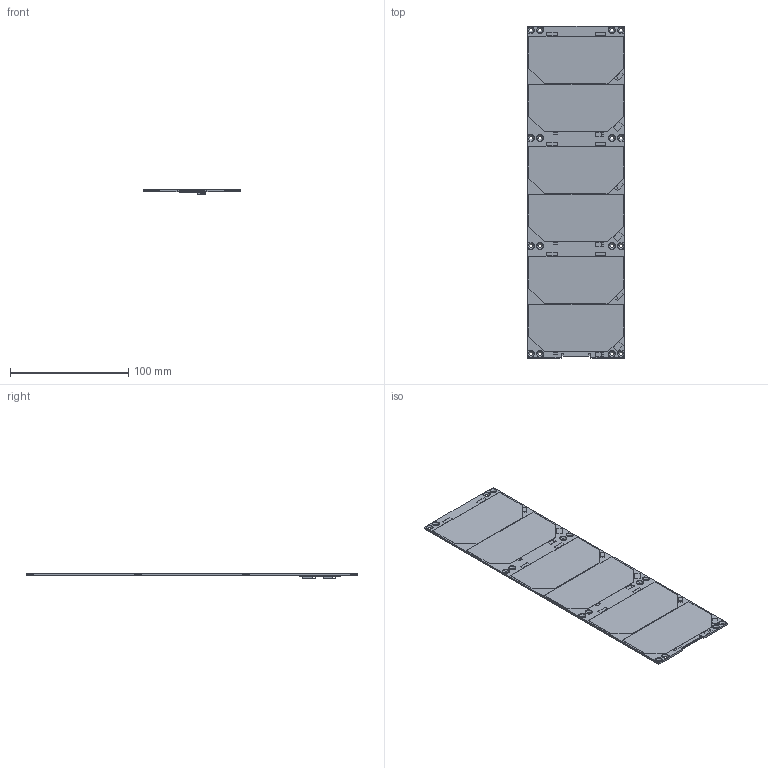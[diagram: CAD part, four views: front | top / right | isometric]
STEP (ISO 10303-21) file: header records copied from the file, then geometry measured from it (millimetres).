
FILE_DESCRIPTION(/* description */ (''),/* implementation_level */ '2;1');
FILE_NAME(/* name */ 'Solar_Panel_3U v7.step',/* time_stamp */ '2025-08-11T03:14:31-07:00',/* author */ (''),/* organization */ (''),/* preprocessor_version */ 'ST-DEVELOPER v20.1',/* originating_system */ 'Autodesk Translation Framework v14.10.0.0',/* authorisation */ '');
FILE_SCHEMA (('AUTOMOTIVE_DESIGN { 1 0 10303 214 3 1 1 }'));
Length unit declared in the file: millimetre
Products named in the file (1): ISIS_ISPA_1_5_201_ASS_SW0001
Bounding box: 82.6 x 281.2 x 3.87 mm (x, y, z)
Volume: 40688 mm3; surface area: 48112.4 mm2
Topology: 1 solids, 1 shells, 374 faces, 947 edges, 609 vertices
Faces by surface type: plane 309, cylinder 43, cone 22
Full cylindrical faces by diameter (mm): 2.7 x16, 6 x3
Entity records: 11314 total; most frequent: CARTESIAN_POINT 1935, ORIENTED_EDGE 1894, DIRECTION 1818, EDGE_CURVE 947, LINE 822, VECTOR 822, VERTEX_POINT 609, AXIS2_PLACEMENT_3D 498
